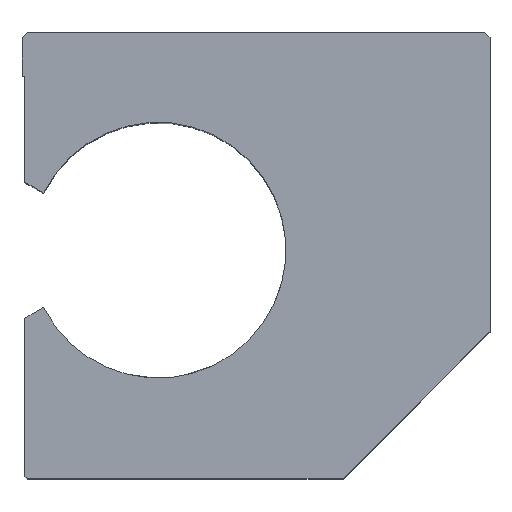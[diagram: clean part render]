
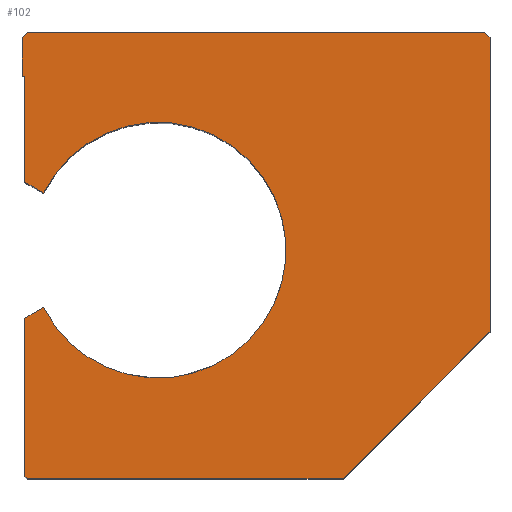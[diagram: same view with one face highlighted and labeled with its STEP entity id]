
A CAD part, top view. The second image highlights one B-rep face of the part: STEP entity #102.
In plain terms, the highlighted planar face has unit normal (0, 0, 1).
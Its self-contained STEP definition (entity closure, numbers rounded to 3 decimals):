
#102 = ADVANCED_FACE( '', ( #221 ), #222, .T. );
#221 = FACE_OUTER_BOUND( '', #346, .T. );
#222 = PLANE( '', #347 );
#346 = EDGE_LOOP( '', ( #572, #573, #574, #575, #576, #577, #578, #579, #580, #581, #582, #583, #584, #585 ) );
#347 = AXIS2_PLACEMENT_3D( '', #586, #587, #588 );
#572 = ORIENTED_EDGE( '', *, *, #643, .T. );
#573 = ORIENTED_EDGE( '', *, *, #686, .T. );
#574 = ORIENTED_EDGE( '', *, *, #727, .T. );
#575 = ORIENTED_EDGE( '', *, *, #653, .T. );
#576 = ORIENTED_EDGE( '', *, *, #712, .T. );
#577 = ORIENTED_EDGE( '', *, *, #708, .F. );
#578 = ORIENTED_EDGE( '', *, *, #648, .T. );
#579 = ORIENTED_EDGE( '', *, *, #722, .T. );
#580 = ORIENTED_EDGE( '', *, *, #705, .T. );
#581 = ORIENTED_EDGE( '', *, *, #678, .T. );
#582 = ORIENTED_EDGE( '', *, *, #690, .T. );
#583 = ORIENTED_EDGE( '', *, *, #661, .T. );
#584 = ORIENTED_EDGE( '', *, *, #698, .T. );
#585 = ORIENTED_EDGE( '', *, *, #717, .T. );
#586 = CARTESIAN_POINT( '', ( -18., 42., 79. ) );
#587 = DIRECTION( '', ( 0., 0., 1. ) );
#588 = DIRECTION( '', ( 1., 0., 0. ) );
#643 = EDGE_CURVE( '', #744, #742, #745, .T. );
#648 = EDGE_CURVE( '', #753, #751, #754, .T. );
#653 = EDGE_CURVE( '', #762, #760, #763, .T. );
#661 = EDGE_CURVE( '', #776, #774, #777, .T. );
#678 = EDGE_CURVE( '', #804, #802, #805, .T. );
#686 = EDGE_CURVE( '', #742, #815, #817, .T. );
#690 = EDGE_CURVE( '', #802, #776, #821, .T. );
#698 = EDGE_CURVE( '', #774, #831, #833, .T. );
#705 = EDGE_CURVE( '', #843, #804, #844, .T. );
#708 = EDGE_CURVE( '', #753, #847, #848, .T. );
#712 = EDGE_CURVE( '', #760, #847, #853, .T. );
#717 = EDGE_CURVE( '', #831, #744, #860, .T. );
#722 = EDGE_CURVE( '', #751, #843, #867, .T. );
#727 = EDGE_CURVE( '', #815, #762, #873, .T. );
#742 = VERTEX_POINT( '', #891 );
#744 = VERTEX_POINT( '', #894 );
#745 = LINE( '', #895, #896 );
#751 = VERTEX_POINT( '', #904 );
#753 = VERTEX_POINT( '', #907 );
#754 = LINE( '', #908, #909 );
#760 = VERTEX_POINT( '', #917 );
#762 = VERTEX_POINT( '', #920 );
#763 = LINE( '', #921, #922 );
#774 = VERTEX_POINT( '', #974 );
#776 = VERTEX_POINT( '', #977 );
#777 = LINE( '', #978, #979 );
#802 = VERTEX_POINT( '', #1014 );
#804 = VERTEX_POINT( '', #1017 );
#805 = LINE( '', #1018, #1019 );
#815 = VERTEX_POINT( '', #1032 );
#817 = LINE( '', #1035, #1036 );
#821 = LINE( '', #1040, #1041 );
#831 = VERTEX_POINT( '', #1051 );
#833 = LINE( '', #1054, #1055 );
#843 = VERTEX_POINT( '', #1065 );
#844 = LINE( '', #1066, #1067 );
#847 = VERTEX_POINT( '', #1071 );
#848 = CIRCLE( '', #1072, 23.5 );
#853 = LINE( '', #1137, #1138 );
#860 = LINE( '', #1145, #1146 );
#867 = LINE( '', #1153, #1154 );
#873 = LINE( '', #1160, #1161 );
#891 = CARTESIAN_POINT( '', ( -43., 81., 79. ) );
#894 = CARTESIAN_POINT( '', ( -42., 82., 79. ) );
#895 = CARTESIAN_POINT( '', ( -42., 82., 79. ) );
#896 = VECTOR( '', #1176, 1000. );
#904 = CARTESIAN_POINT( '', ( -42.5, 29.493, 79. ) );
#907 = CARTESIAN_POINT( '', ( -39.024, 31.5, 79. ) );
#908 = CARTESIAN_POINT( '', ( -39.024, 31.5, 79. ) );
#909 = VECTOR( '', #1180, 1000. );
#917 = CARTESIAN_POINT( '', ( -42.5, 54.507, 79. ) );
#920 = CARTESIAN_POINT( '', ( -42.5, 74., 79. ) );
#921 = CARTESIAN_POINT( '', ( -42.5, 74., 79. ) );
#922 = VECTOR( '', #1184, 1000. );
#974 = CARTESIAN_POINT( '', ( 43., 81., 79. ) );
#977 = CARTESIAN_POINT( '', ( 43., 27., 79. ) );
#978 = CARTESIAN_POINT( '', ( 43., 27., 79. ) );
#979 = VECTOR( '', #1191, 1000. );
#1014 = CARTESIAN_POINT( '', ( 16., 0., 79. ) );
#1017 = CARTESIAN_POINT( '', ( -42., 0., 79. ) );
#1018 = CARTESIAN_POINT( '', ( -42., 0., 79. ) );
#1019 = VECTOR( '', #1212, 1000. );
#1032 = CARTESIAN_POINT( '', ( -43., 74., 79. ) );
#1035 = CARTESIAN_POINT( '', ( -43., 81., 79. ) );
#1036 = VECTOR( '', #1223, 1000. );
#1040 = CARTESIAN_POINT( '', ( 16., 0., 79. ) );
#1041 = VECTOR( '', #1230, 1000. );
#1051 = CARTESIAN_POINT( '', ( 42., 82., 79. ) );
#1054 = CARTESIAN_POINT( '', ( 43., 81., 79. ) );
#1055 = VECTOR( '', #1241, 1000. );
#1065 = CARTESIAN_POINT( '', ( -42.5, 0.5, 79. ) );
#1066 = CARTESIAN_POINT( '', ( -42.5, 0.5, 79. ) );
#1067 = VECTOR( '', #1251, 1000. );
#1071 = CARTESIAN_POINT( '', ( -39.024, 52.5, 79. ) );
#1072 = AXIS2_PLACEMENT_3D( '', #1253, #1254, #1255 );
#1137 = CARTESIAN_POINT( '', ( -42.5, 54.507, 79. ) );
#1138 = VECTOR( '', #1257, 1000. );
#1145 = CARTESIAN_POINT( '', ( 42., 82., 79. ) );
#1146 = VECTOR( '', #1264, 1000. );
#1153 = CARTESIAN_POINT( '', ( -42.5, 29.493, 79. ) );
#1154 = VECTOR( '', #1271, 1000. );
#1160 = CARTESIAN_POINT( '', ( -43., 74., 79. ) );
#1161 = VECTOR( '', #1275, 1000. );
#1176 = DIRECTION( '', ( -0.707, -0.707, 0. ) );
#1180 = DIRECTION( '', ( -0.866, -0.5, 0. ) );
#1184 = DIRECTION( '', ( 0., -1., 0. ) );
#1191 = DIRECTION( '', ( 0., 1., 0. ) );
#1212 = DIRECTION( '', ( 1., 0., 0. ) );
#1223 = DIRECTION( '', ( 0., -1., 0. ) );
#1230 = DIRECTION( '', ( 0.707, 0.707, 0. ) );
#1241 = DIRECTION( '', ( -0.707, 0.707, 0. ) );
#1251 = DIRECTION( '', ( 0.707, -0.707, 0. ) );
#1253 = CARTESIAN_POINT( '', ( -18., 42., 79. ) );
#1254 = DIRECTION( '', ( 0., 0., 1. ) );
#1255 = DIRECTION( '', ( 1., 0., 0. ) );
#1257 = DIRECTION( '', ( 0.866, -0.5, 0. ) );
#1264 = DIRECTION( '', ( -1., 0., 0. ) );
#1271 = DIRECTION( '', ( 0., -1., 0. ) );
#1275 = DIRECTION( '', ( 1., 0., 0. ) );
